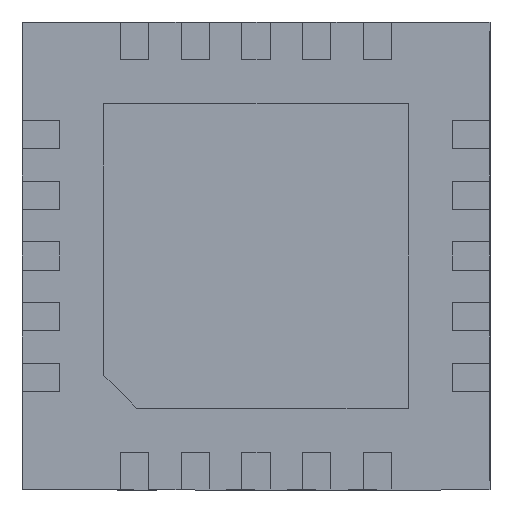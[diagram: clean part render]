
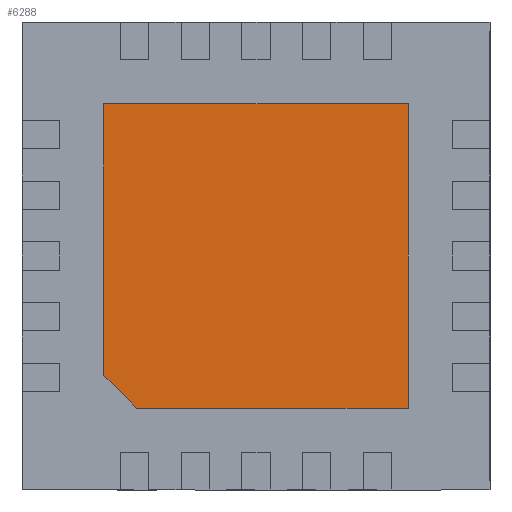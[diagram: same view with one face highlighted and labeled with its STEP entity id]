
A CAD part, front view. The second image highlights one B-rep face of the part: STEP entity #6288.
In plain terms, the highlighted planar face has unit normal (0, -1, 0).
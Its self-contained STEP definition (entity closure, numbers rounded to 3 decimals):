
#177 = ORIENTED_EDGE ( 'NONE', *, *, #6687, .T. ) ;
#385 = CARTESIAN_POINT ( 'NONE',  ( -1.625, 0., -1.275 ) ) ;
#580 = VECTOR ( 'NONE', #5911, 1000. ) ;
#757 = CARTESIAN_POINT ( 'NONE',  ( -1.625, 0., 1.625 ) ) ;
#973 = DIRECTION ( 'NONE',  ( 0., 0., 1. ) ) ;
#1080 = LINE ( 'NONE', #385, #3893 ) ;
#1229 = EDGE_CURVE ( 'NONE', #4963, #3904, #1080, .T. ) ;
#1275 = CARTESIAN_POINT ( 'NONE',  ( -1.275, 0., -1.625 ) ) ;
#1286 = ORIENTED_EDGE ( 'NONE', *, *, #6562, .T. ) ;
#1813 = ORIENTED_EDGE ( 'NONE', *, *, #2048, .T. ) ;
#1816 = DIRECTION ( 'NONE',  ( 0., -1., 0. ) ) ;
#1935 = FACE_OUTER_BOUND ( 'NONE', #6328, .T. ) ;
#2048 = EDGE_CURVE ( 'NONE', #2251, #4963, #3806, .T. ) ;
#2226 = AXIS2_PLACEMENT_3D ( 'NONE', #3386, #1816, #3368 ) ;
#2251 = VERTEX_POINT ( 'NONE', #5407 ) ;
#2353 = CARTESIAN_POINT ( 'NONE',  ( 1.625, 0., 1.625 ) ) ;
#2426 = DIRECTION ( 'NONE',  ( 0.707, 0., -0.707 ) ) ;
#2619 = VERTEX_POINT ( 'NONE', #5765 ) ;
#2795 = VERTEX_POINT ( 'NONE', #6236 ) ;
#2999 = VECTOR ( 'NONE', #3252, 1000. ) ;
#3252 = DIRECTION ( 'NONE',  ( 0., 0., -1. ) ) ;
#3368 = DIRECTION ( 'NONE',  ( 0., 0., -1. ) ) ;
#3386 = CARTESIAN_POINT ( 'NONE',  ( 0., 0., 0. ) ) ;
#3602 = ORIENTED_EDGE ( 'NONE', *, *, #6344, .T. ) ;
#3806 = LINE ( 'NONE', #757, #2999 ) ;
#3893 = VECTOR ( 'NONE', #2426, 1000. ) ;
#3904 = VERTEX_POINT ( 'NONE', #6191 ) ;
#4289 = VECTOR ( 'NONE', #4451, 1000. ) ;
#4451 = DIRECTION ( 'NONE',  ( -1., 0., 0. ) ) ;
#4963 = VERTEX_POINT ( 'NONE', #5870 ) ;
#5257 = LINE ( 'NONE', #6638, #5337 ) ;
#5337 = VECTOR ( 'NONE', #973, 1000. ) ;
#5407 = CARTESIAN_POINT ( 'NONE',  ( -1.625, 0., 1.625 ) ) ;
#5425 = ORIENTED_EDGE ( 'NONE', *, *, #1229, .T. ) ;
#5765 = CARTESIAN_POINT ( 'NONE',  ( 1.625, 0., -1.625 ) ) ;
#5870 = CARTESIAN_POINT ( 'NONE',  ( -1.625, 0., -1.275 ) ) ;
#5883 = PLANE ( 'NONE',  #2226 ) ;
#5911 = DIRECTION ( 'NONE',  ( 1., 0., 0. ) ) ;
#6066 = LINE ( 'NONE', #2353, #4289 ) ;
#6191 = CARTESIAN_POINT ( 'NONE',  ( -1.275, 0., -1.625 ) ) ;
#6236 = CARTESIAN_POINT ( 'NONE',  ( 1.625, 0., 1.625 ) ) ;
#6288 = ADVANCED_FACE ( 'NONE', ( #1935 ), #5883, .T. ) ;
#6328 = EDGE_LOOP ( 'NONE', ( #1286, #1813, #5425, #3602, #177 ) ) ;
#6344 = EDGE_CURVE ( 'NONE', #3904, #2619, #6398, .T. ) ;
#6398 = LINE ( 'NONE', #1275, #580 ) ;
#6562 = EDGE_CURVE ( 'NONE', #2795, #2251, #6066, .T. ) ;
#6638 = CARTESIAN_POINT ( 'NONE',  ( 1.625, 0., -1.625 ) ) ;
#6687 = EDGE_CURVE ( 'NONE', #2619, #2795, #5257, .T. ) ;
